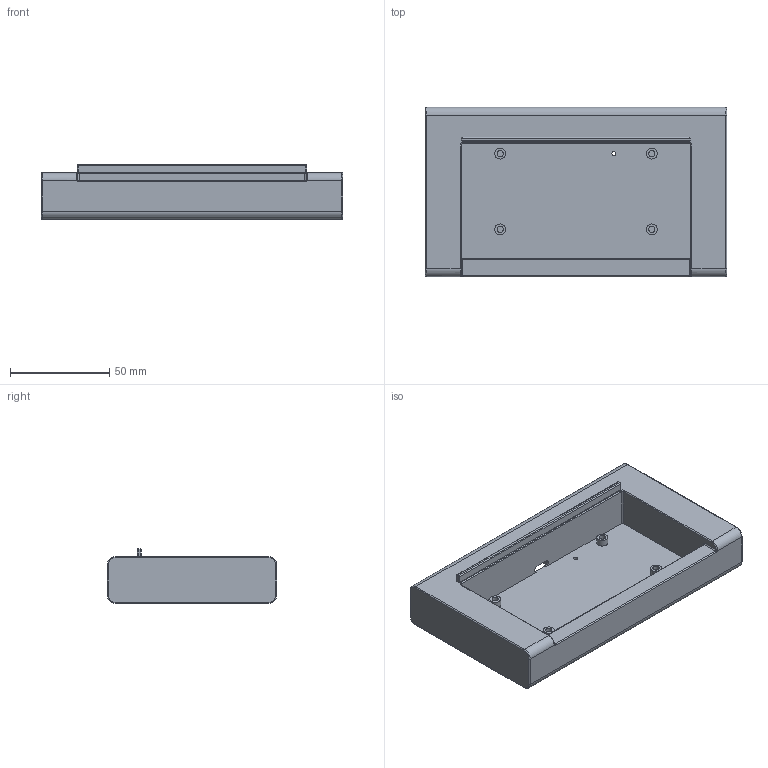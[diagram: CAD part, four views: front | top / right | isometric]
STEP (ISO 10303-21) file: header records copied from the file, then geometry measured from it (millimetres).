
FILE_DESCRIPTION(/* description */ (''),/* implementation_level */ '2;1');
FILE_NAME(/* name */ 'KishWaster.step',/* time_stamp */ '2024-08-07T14:35:12-07:00',/* author */ (''),/* organization */ (''),/* preprocessor_version */ 'ST-DEVELOPER v20',/* originating_system */ 'Autodesk Translation Framework v13.14.0.145',/* authorisation */ '');
FILE_SCHEMA (('AUTOMOTIVE_DESIGN { 1 0 10303 214 3 1 1 }'));
Length unit declared in the file: millimetre
Products named in the file (1): KishWaster
Bounding box: 151.35 x 85.2 x 27.5 mm (x, y, z)
Volume: 161028.9 mm3; surface area: 43409.4 mm2
Topology: 1 solids, 1 shells, 130 faces, 298 edges, 176 vertices
Faces by surface type: cylinder 48, plane 42, bspline 14, torus 14, cone 8, sphere 4
Full cylindrical faces by diameter (mm): 2 x1, 3.2 x4, 5.5 x4
Entity records: 5415 total; most frequent: CARTESIAN_POINT 2476, DIRECTION 626, ORIENTED_EDGE 592, EDGE_CURVE 296, AXIS2_PLACEMENT_3D 243, VERTEX_POINT 176, EDGE_LOOP 142, LINE 140
